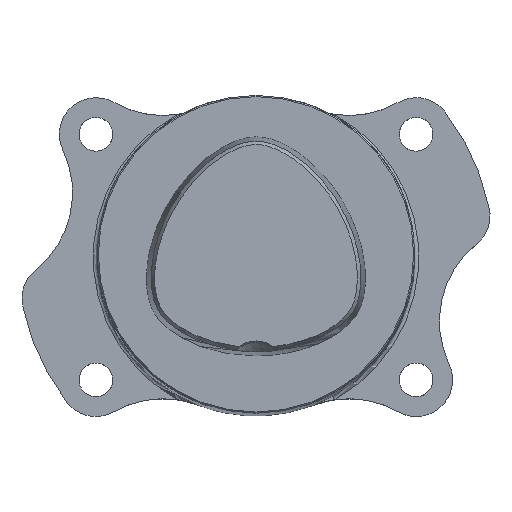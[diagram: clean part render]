
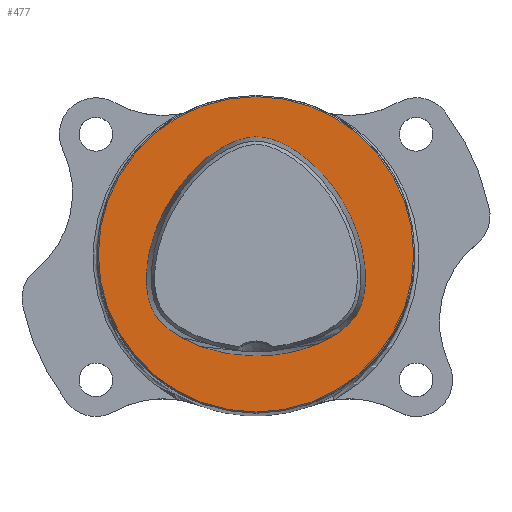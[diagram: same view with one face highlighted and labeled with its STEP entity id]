
A CAD part, top view. The second image highlights one B-rep face of the part: STEP entity #477.
In plain terms, the highlighted planar face has unit normal (0, 0, 1).
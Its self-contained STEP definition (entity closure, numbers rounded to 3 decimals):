
#407=FACE_BOUND('',#755,.T.);
#408=FACE_BOUND('',#756,.T.);
#477=ADVANCED_FACE('CU_E_LO_SU_1',(#407,#408),#590,.F.);
#590=PLANE('',#2024);
#755=EDGE_LOOP('',(#1028));
#756=EDGE_LOOP('',(#1029));
#907=CIRCLE('',#2023,39.7);
#1028=ORIENTED_EDGE('',*,*,#1688,.T.);
#1029=ORIENTED_EDGE('',*,*,#1735,.T.);
#1504=VERTEX_POINT('',#3172);
#1550=VERTEX_POINT('',#3695);
#1688=EDGE_CURVE('',#1504,#1504,#1950,.T.);
#1735=EDGE_CURVE('',#1550,#1550,#907,.T.);
#1950=B_SPLINE_CURVE_WITH_KNOTS('',3,(#3095,#3096,#3097,#3098,#3099,#3100,
#3101,#3102,#3103,#3104,#3105,#3106,#3107,#3108,#3109,#3110,#3111,#3112,
#3113,#3114,#3115,#3116,#3117,#3118,#3119,#3120,#3121,#3122,#3123,#3124,
#3125,#3126,#3127,#3128,#3129,#3130,#3131,#3132,#3133,#3134,#3135,#3136,
#3137,#3138,#3139,#3140,#3141,#3142,#3143,#3144,#3145,#3146,#3147,#3148,
#3149,#3150,#3151,#3152,#3153,#3154,#3155,#3156,#3157,#3158,#3159,#3160,
#3161,#3162,#3163,#3164,#3165,#3166,#3167,#3168,#3169,#3170,#3171),
 .UNSPECIFIED.,.T.,.F.,(1,1,2,1,1,1,1,1,1,1,1,1,1,1,1,1,1,1,1,1,1,1,1,1,
1,1,1,1,1,1,1,1,1,1,1,1,1,1,1,1,1,1,1,1,1,1,1,1,1,1,1,1,1,1,1,1,1,1,1,1,
1,1,1,1,1,1,1,1,1,1,1,1,1,1,1,1,2,1,1),(-0.031,-0.016,0.,0.016,
0.031,0.063,0.078,0.094,0.109,0.125,0.133,0.141,0.148,
0.156,0.164,0.172,0.18,0.188,0.195,0.203,0.219,
0.234,0.25,0.266,0.281,0.313,0.344,0.359,0.375,0.391,0.406,
0.422,0.438,0.453,0.469,0.477,0.484,0.492,0.496,
0.5,0.504,0.508,0.516,0.523,0.531,0.547,0.563,0.578,
0.594,0.609,0.625,0.641,0.656,0.688,0.719,0.734,0.75,0.766,
0.781,0.797,0.805,0.813,0.82,0.828,0.836,0.844,
0.852,0.859,0.867,0.875,0.891,0.906,0.922,0.938,0.969,
0.984,1.,1.016,1.031),.UNSPECIFIED.);
#2023=AXIS2_PLACEMENT_3D('',#3694,#2248,#2249);
#2024=AXIS2_PLACEMENT_3D('',#3696,#2250,#2251);
#2248=DIRECTION('',(0.,0.,1.));
#2249=DIRECTION('',(1.,0.,0.));
#2250=DIRECTION('',(0.,0.,-1.));
#2251=DIRECTION('',(-1.,0.,0.));
#3095=CARTESIAN_POINT('',(0.901,-25.575,0.));
#3096=CARTESIAN_POINT('',(-0.901,-25.575,0.));
#3097=CARTESIAN_POINT('',(-2.704,-25.519,0.));
#3098=CARTESIAN_POINT('',(-6.296,-25.183,0.));
#3099=CARTESIAN_POINT('',(-9.847,-24.505,0.));
#3100=CARTESIAN_POINT('',(-13.303,-23.467,0.));
#3101=CARTESIAN_POINT('',(-15.832,-22.497,0.));
#3102=CARTESIAN_POINT('',(-18.274,-21.325,0.));
#3103=CARTESIAN_POINT('',(-20.211,-20.163,0.));
#3104=CARTESIAN_POINT('',(-21.677,-19.107,0.));
#3105=CARTESIAN_POINT('',(-22.725,-18.247,0.));
#3106=CARTESIAN_POINT('',(-23.709,-17.313,0.));
#3107=CARTESIAN_POINT('',(-24.61,-16.296,0.));
#3108=CARTESIAN_POINT('',(-25.401,-15.19,0.));
#3109=CARTESIAN_POINT('',(-26.058,-13.998,0.));
#3110=CARTESIAN_POINT('',(-26.575,-12.74,0.));
#3111=CARTESIAN_POINT('',(-26.965,-11.439,0.));
#3112=CARTESIAN_POINT('',(-27.249,-10.112,0.));
#3113=CARTESIAN_POINT('',(-27.504,-8.324,0.));
#3114=CARTESIAN_POINT('',(-27.619,-6.066,0.));
#3115=CARTESIAN_POINT('',(-27.493,-3.36,0.));
#3116=CARTESIAN_POINT('',(-27.139,-0.675,0.));
#3117=CARTESIAN_POINT('',(-26.581,1.974,0.));
#3118=CARTESIAN_POINT('',(-25.59,5.443,0.));
#3119=CARTESIAN_POINT('',(-23.922,9.642,0.));
#3120=CARTESIAN_POINT('',(-21.745,13.599,0.));
#3121=CARTESIAN_POINT('',(-19.72,16.584,0.));
#3122=CARTESIAN_POINT('',(-18.063,18.723,0.));
#3123=CARTESIAN_POINT('',(-16.269,20.75,0.));
#3124=CARTESIAN_POINT('',(-14.343,22.652,0.));
#3125=CARTESIAN_POINT('',(-12.284,24.409,0.));
#3126=CARTESIAN_POINT('',(-10.091,26.,0.));
#3127=CARTESIAN_POINT('',(-7.766,27.392,0.));
#3128=CARTESIAN_POINT('',(-5.716,28.346,0.));
#3129=CARTESIAN_POINT('',(-4.01,28.944,0.));
#3130=CARTESIAN_POINT('',(-2.698,29.293,0.));
#3131=CARTESIAN_POINT('',(-1.581,29.483,0.));
#3132=CARTESIAN_POINT('',(-0.679,29.562,0.));
#3133=CARTESIAN_POINT('',(0.,29.582,0.));
#3134=CARTESIAN_POINT('',(0.679,29.562,0.));
#3135=CARTESIAN_POINT('',(1.581,29.483,0.));
#3136=CARTESIAN_POINT('',(2.698,29.293,0.));
#3137=CARTESIAN_POINT('',(4.01,28.944,0.));
#3138=CARTESIAN_POINT('',(5.716,28.346,0.));
#3139=CARTESIAN_POINT('',(7.766,27.392,0.));
#3140=CARTESIAN_POINT('',(10.091,26.,0.));
#3141=CARTESIAN_POINT('',(12.284,24.409,0.));
#3142=CARTESIAN_POINT('',(14.343,22.652,0.));
#3143=CARTESIAN_POINT('',(16.269,20.75,0.));
#3144=CARTESIAN_POINT('',(18.063,18.723,0.));
#3145=CARTESIAN_POINT('',(19.72,16.584,0.));
#3146=CARTESIAN_POINT('',(21.745,13.599,0.));
#3147=CARTESIAN_POINT('',(23.922,9.642,0.));
#3148=CARTESIAN_POINT('',(25.59,5.443,0.));
#3149=CARTESIAN_POINT('',(26.581,1.974,0.));
#3150=CARTESIAN_POINT('',(27.139,-0.675,0.));
#3151=CARTESIAN_POINT('',(27.493,-3.36,0.));
#3152=CARTESIAN_POINT('',(27.619,-6.066,0.));
#3153=CARTESIAN_POINT('',(27.504,-8.324,0.));
#3154=CARTESIAN_POINT('',(27.249,-10.112,0.));
#3155=CARTESIAN_POINT('',(26.965,-11.439,0.));
#3156=CARTESIAN_POINT('',(26.575,-12.74,0.));
#3157=CARTESIAN_POINT('',(26.058,-13.998,0.));
#3158=CARTESIAN_POINT('',(25.401,-15.19,0.));
#3159=CARTESIAN_POINT('',(24.61,-16.296,0.));
#3160=CARTESIAN_POINT('',(23.709,-17.313,0.));
#3161=CARTESIAN_POINT('',(22.725,-18.247,0.));
#3162=CARTESIAN_POINT('',(21.677,-19.107,0.));
#3163=CARTESIAN_POINT('',(20.211,-20.163,0.));
#3164=CARTESIAN_POINT('',(18.274,-21.325,0.));
#3165=CARTESIAN_POINT('',(15.832,-22.497,0.));
#3166=CARTESIAN_POINT('',(13.303,-23.467,0.));
#3167=CARTESIAN_POINT('',(9.847,-24.505,0.));
#3168=CARTESIAN_POINT('',(6.296,-25.183,0.));
#3169=CARTESIAN_POINT('',(2.704,-25.519,0.));
#3170=CARTESIAN_POINT('',(0.901,-25.575,0.));
#3171=CARTESIAN_POINT('',(-0.901,-25.575,0.));
#3172=CARTESIAN_POINT('',(0.,-25.575,0.));
#3694=CARTESIAN_POINT('',(0.,0.,0.));
#3695=CARTESIAN_POINT('',(39.7,0.,0.));
#3696=CARTESIAN_POINT('',(0.,1.996,0.));
